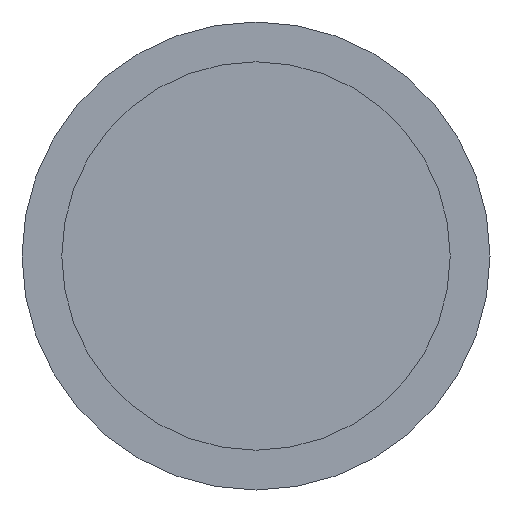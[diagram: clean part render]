
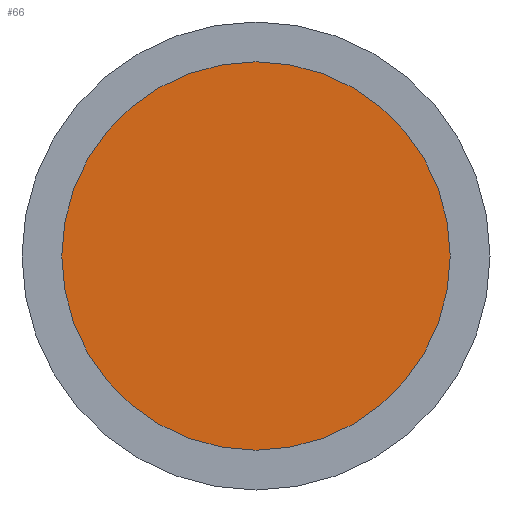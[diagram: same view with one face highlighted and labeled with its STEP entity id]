
A CAD part, front view. The second image highlights one B-rep face of the part: STEP entity #66.
In plain terms, the highlighted planar face has unit normal (0, -1, 0).
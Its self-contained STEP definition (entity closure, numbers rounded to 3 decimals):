
#66 = ADVANCED_FACE( '', ( #143 ), #144, .F. );
#143 = FACE_OUTER_BOUND( '', #230, .T. );
#144 = PLANE( '', #231 );
#230 = EDGE_LOOP( '', ( #377 ) );
#231 = AXIS2_PLACEMENT_3D( '', #378, #379, #380 );
#377 = ORIENTED_EDGE( '', *, *, #490, .T. );
#378 = CARTESIAN_POINT( '', ( 20.75, -3., 0. ) );
#379 = DIRECTION( '', ( 0., 1., 0. ) );
#380 = DIRECTION( '', ( 0., 0., 1. ) );
#490 = EDGE_CURVE( '', #564, #564, #565, .T. );
#564 = VERTEX_POINT( '', #658 );
#565 = CIRCLE( '', #659, 20.75 );
#658 = CARTESIAN_POINT( '', ( 0., -3., -20.75 ) );
#659 = AXIS2_PLACEMENT_3D( '', #727, #728, #729 );
#727 = CARTESIAN_POINT( '', ( 0., -3., 0. ) );
#728 = DIRECTION( '', ( 0., -1., 0. ) );
#729 = DIRECTION( '', ( 0., 0., -1. ) );
